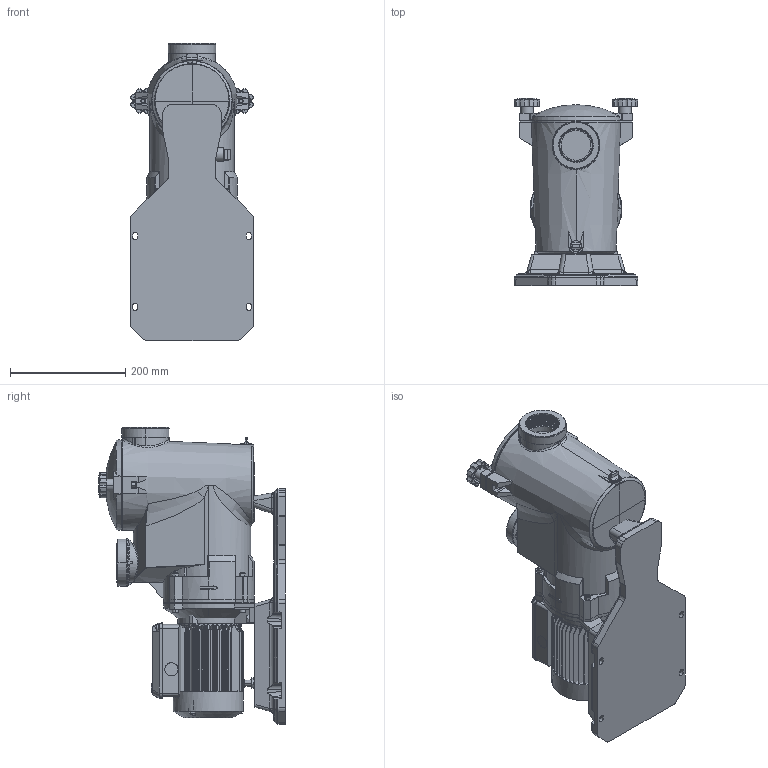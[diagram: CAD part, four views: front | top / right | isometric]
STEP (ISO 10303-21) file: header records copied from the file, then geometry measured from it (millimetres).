
FILE_DESCRIPTION (( 'STEP AP214' ), '1' );
FILE_NAME ('4.93.475.01swp00.step', '2021-10-08T09:32:52', ( '' ), ( '' ), 'SwSTEP 2.0', 'SolidWorks 2020', '' );
FILE_SCHEMA (( 'AUTOMOTIVE_DESIGN' ));
Length unit declared in the file: millimetre
Products named in the file (1): 4.93.475.01swp00
Bounding box: 215 x 324.68 x 516.01 mm (x, y, z)
Volume: 13086551.1 mm3; surface area: 873074 mm2
Topology: 27 solids, 27 shells, 3703 faces, 10000 edges, 6435 vertices
Faces by surface type: bspline 1463, plane 1129, cylinder 693, cone 333, torus 75, sphere 10
Entity records: 189912 total; most frequent: CARTESIAN_POINT 107424, ORIENTED_EDGE 19948, DIRECTION 12197, EDGE_CURVE 9974, VERTEX_POINT 6435, LINE 5235, VECTOR 5235, EDGE_LOOP 3833
